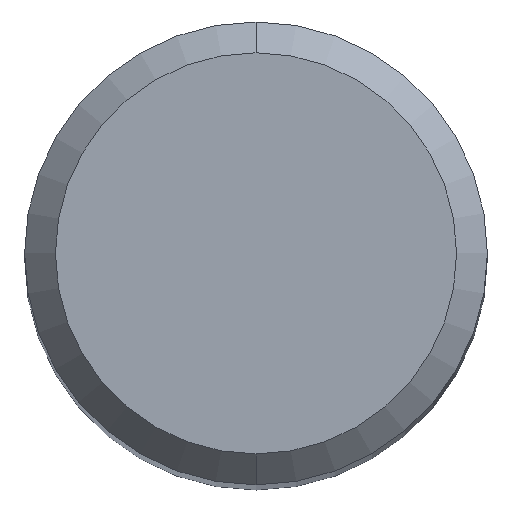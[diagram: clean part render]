
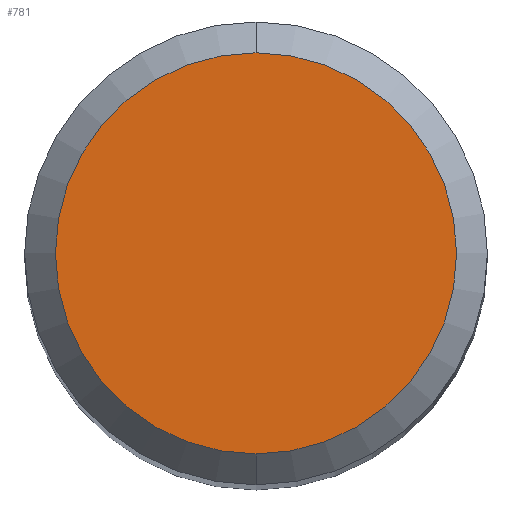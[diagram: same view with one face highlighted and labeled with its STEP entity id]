
A CAD part, top view. The second image highlights one B-rep face of the part: STEP entity #781.
In plain terms, the highlighted planar face has unit normal (0, 0, 1).
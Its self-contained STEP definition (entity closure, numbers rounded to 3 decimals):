
#337=EDGE_CURVE('',#639,#393,#908,.T.);
#393=VERTEX_POINT('',#968);
#505=EDGE_CURVE('',#393,#639,#1085,.T.);
#639=VERTEX_POINT('',#1231);
#781=ADVANCED_FACE('',(#1390),#1391,.T.);
#908=CIRCLE('',#1596,2.6);
#968=CARTESIAN_POINT('',(0.0,2.6,0.0));
#1085=CIRCLE('',#2973,2.6);
#1231=CARTESIAN_POINT('',(0.,-2.6,0.0));
#1390=FACE_OUTER_BOUND('',#5500,.T.);
#1391=PLANE('',#5501);
#1596=AXIS2_PLACEMENT_3D('',#5782,#5783,#5784);
#2973=AXIS2_PLACEMENT_3D('',#5895,#5896,#5897);
#5500=EDGE_LOOP('',(#6262,#6263));
#5501=AXIS2_PLACEMENT_3D('',#6264,#6265,#6266);
#5782=CARTESIAN_POINT('',(0.0,0.0,0.0));
#5783=DIRECTION('',(0.0,0.0,-1.0));
#5784=DIRECTION('',(0.0,1.0,0.0));
#5895=CARTESIAN_POINT('',(0.0,0.0,0.0));
#5896=DIRECTION('',(0.0,0.0,-1.0));
#5897=DIRECTION('',(0.0,1.0,0.0));
#6262=ORIENTED_EDGE('',*,*,#505,.F.);
#6263=ORIENTED_EDGE('',*,*,#337,.F.);
#6264=CARTESIAN_POINT('',(0.0,1.3,0.0));
#6265=DIRECTION('',(-0.0,0.0,1.0));
#6266=DIRECTION('',(0.0,-1.0,0.0));
